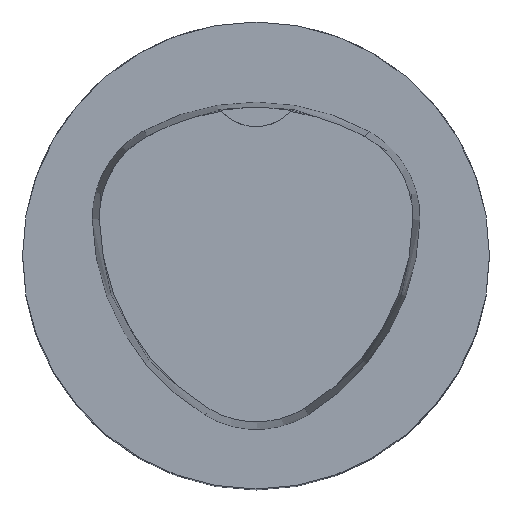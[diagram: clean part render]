
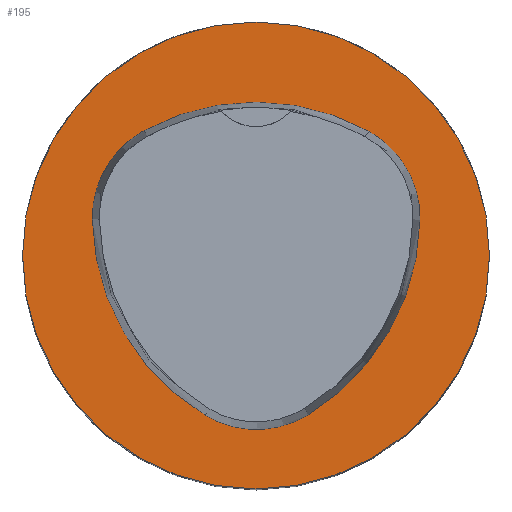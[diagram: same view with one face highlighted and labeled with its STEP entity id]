
A CAD part, top view. The second image highlights one B-rep face of the part: STEP entity #195.
In plain terms, the highlighted planar face has unit normal (0, 0, 1).
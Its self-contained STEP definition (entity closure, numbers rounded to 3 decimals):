
#123=FACE_BOUND('',#275,.T.);
#124=FACE_BOUND('',#276,.T.);
#166=PLANE('',#701);
#195=ADVANCED_FACE('',(#123,#124),#166,.T.);
#275=EDGE_LOOP('',(#416,#417,#418,#419,#420,#421));
#276=EDGE_LOOP('',(#422));
#416=ORIENTED_EDGE('',*,*,#591,.T.);
#417=ORIENTED_EDGE('',*,*,#571,.T.);
#418=ORIENTED_EDGE('',*,*,#575,.T.);
#419=ORIENTED_EDGE('',*,*,#578,.T.);
#420=ORIENTED_EDGE('',*,*,#581,.T.);
#421=ORIENTED_EDGE('',*,*,#589,.T.);
#422=ORIENTED_EDGE('',*,*,#594,.F.);
#518=VERTEX_POINT('',#968);
#519=VERTEX_POINT('',#969);
#522=VERTEX_POINT('',#977);
#524=VERTEX_POINT('',#983);
#526=VERTEX_POINT('',#989);
#533=VERTEX_POINT('',#1010);
#534=VERTEX_POINT('',#1020);
#571=EDGE_CURVE('',#518,#519,#640,.T.);
#575=EDGE_CURVE('',#519,#522,#642,.T.);
#578=EDGE_CURVE('',#522,#524,#644,.T.);
#581=EDGE_CURVE('',#524,#526,#646,.T.);
#589=EDGE_CURVE('',#526,#533,#650,.T.);
#591=EDGE_CURVE('',#533,#518,#652,.T.);
#594=EDGE_CURVE('',#534,#534,#655,.T.);
#640=CIRCLE('',#678,20.0);
#642=CIRCLE('',#681,8.5);
#644=CIRCLE('',#684,20.0);
#646=CIRCLE('',#687,8.5);
#650=CIRCLE('',#692,20.0);
#652=CIRCLE('',#695,8.5);
#655=CIRCLE('',#700,20.0);
#678=AXIS2_PLACEMENT_3D('',#967,#768,#769);
#681=AXIS2_PLACEMENT_3D('',#976,#776,#777);
#684=AXIS2_PLACEMENT_3D('',#982,#783,#784);
#687=AXIS2_PLACEMENT_3D('',#988,#790,#791);
#692=AXIS2_PLACEMENT_3D('',#1011,#802,#803);
#695=AXIS2_PLACEMENT_3D('',#1014,#808,#809);
#700=AXIS2_PLACEMENT_3D('',#1019,#818,#819);
#701=AXIS2_PLACEMENT_3D('',#1021,#820,#821);
#768=DIRECTION('',(0.0,0.0,-1.0));
#769=DIRECTION('',(1.0,0.0,0.0));
#776=DIRECTION('',(0.0,0.0,-1.0));
#777=DIRECTION('',(1.0,0.0,0.0));
#783=DIRECTION('',(0.0,0.0,-1.0));
#784=DIRECTION('',(1.0,0.0,0.0));
#790=DIRECTION('',(0.0,0.0,-1.0));
#791=DIRECTION('',(1.0,0.0,0.0));
#802=DIRECTION('',(0.0,0.0,-1.0));
#803=DIRECTION('',(1.0,0.0,0.0));
#808=DIRECTION('',(0.0,0.0,-1.0));
#809=DIRECTION('',(1.0,0.0,0.0));
#818=DIRECTION('',(0.0,0.0,-1.0));
#819=DIRECTION('',(1.0,0.0,0.0));
#820=DIRECTION('',(0.0,0.0,1.0));
#821=DIRECTION('',(-1.0,0.0,0.0));
#967=CARTESIAN_POINT('',(-5.955,3.414,0.0));
#968=CARTESIAN_POINT('',(14.041,3.042,0.0));
#969=CARTESIAN_POINT('',(4.472,-13.653,0.0));
#976=CARTESIAN_POINT('',(0.04,-6.4,0.0));
#977=CARTESIAN_POINT('',(-4.347,-13.68,0.0));
#982=CARTESIAN_POINT('',(5.976,3.45,0.0));
#983=CARTESIAN_POINT('',(-14.021,3.075,0.0));
#988=CARTESIAN_POINT('',(-5.522,3.235,0.0));
#989=CARTESIAN_POINT('',(-9.588,10.699,0.0));
#1010=CARTESIAN_POINT('',(9.655,10.639,0.0));
#1011=CARTESIAN_POINT('',(-0.022,-6.864,0.0));
#1014=CARTESIAN_POINT('',(5.543,3.2,0.0));
#1019=CARTESIAN_POINT('',(0.0,0.0,0.0));
#1020=CARTESIAN_POINT('',(20.0,0.0,0.0));
#1021=CARTESIAN_POINT('',(0.0,0.0,0.0));
